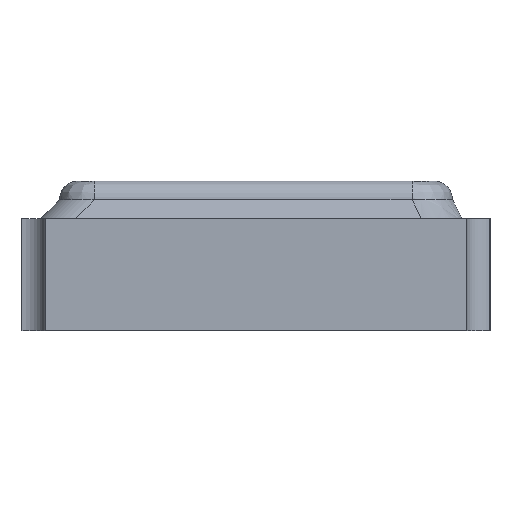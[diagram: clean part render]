
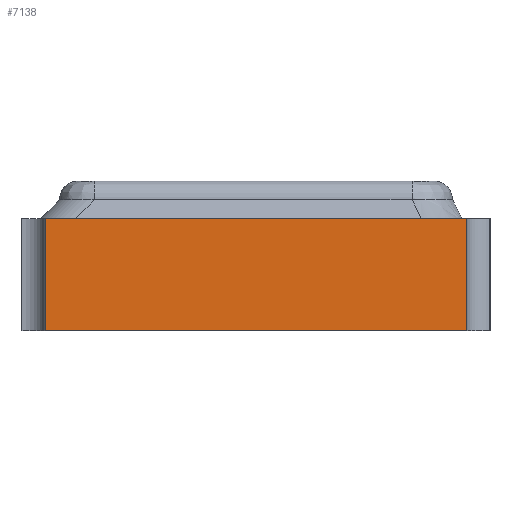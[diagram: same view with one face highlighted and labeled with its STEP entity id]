
A CAD part, left-side view. The second image highlights one B-rep face of the part: STEP entity #7138.
In plain terms, the highlighted planar face has unit normal (-1, 0, 0).
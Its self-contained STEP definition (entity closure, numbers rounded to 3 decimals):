
#170=PLANE('',#7456);
#452=FACE_OUTER_BOUND('',#871,.T.);
#871=EDGE_LOOP('',(#5622,#5623,#5624,#5625));
#1369=LINE('',#12029,#1940);
#1370=LINE('',#12032,#1941);
#1371=LINE('',#12034,#1942);
#1372=LINE('',#12035,#1943);
#1940=VECTOR('',#8019,10.);
#1941=VECTOR('',#8022,10.);
#1942=VECTOR('',#8023,10.);
#1943=VECTOR('',#8024,10.);
#3084=VERTEX_POINT('',#12025);
#3085=VERTEX_POINT('',#12027);
#3086=VERTEX_POINT('',#12031);
#3087=VERTEX_POINT('',#12033);
#3993=EDGE_CURVE('',#3084,#3085,#1369,.T.);
#3994=EDGE_CURVE('',#3086,#3084,#1370,.T.);
#3995=EDGE_CURVE('',#3087,#3085,#1371,.T.);
#3996=EDGE_CURVE('',#3086,#3087,#1372,.T.);
#5622=ORIENTED_EDGE('',*,*,#3994,.T.);
#5623=ORIENTED_EDGE('',*,*,#3993,.T.);
#5624=ORIENTED_EDGE('',*,*,#3995,.F.);
#5625=ORIENTED_EDGE('',*,*,#3996,.F.);
#7138=ADVANCED_FACE('',(#452),#170,.T.);
#7456=AXIS2_PLACEMENT_3D('',#12030,#8020,#8021);
#8019=DIRECTION('',(0.,0.,1.));
#8020=DIRECTION('center_axis',(-1.,0.,0.));
#8021=DIRECTION('ref_axis',(0.,-1.,0.));
#8022=DIRECTION('',(0.,-1.,0.));
#8023=DIRECTION('',(0.,-1.,0.));
#8024=DIRECTION('',(0.,0.,1.));
#12025=CARTESIAN_POINT('',(-1.6,-1.125,0.));
#12027=CARTESIAN_POINT('',(-1.6,-1.125,0.6));
#12029=CARTESIAN_POINT('',(-1.6,-1.125,0.));
#12030=CARTESIAN_POINT('Origin',(-1.6,1.125,0.));
#12031=CARTESIAN_POINT('',(-1.6,1.125,0.));
#12032=CARTESIAN_POINT('',(-1.6,1.25,0.));
#12033=CARTESIAN_POINT('',(-1.6,1.125,0.6));
#12034=CARTESIAN_POINT('',(-1.6,1.25,0.6));
#12035=CARTESIAN_POINT('',(-1.6,1.125,0.));
